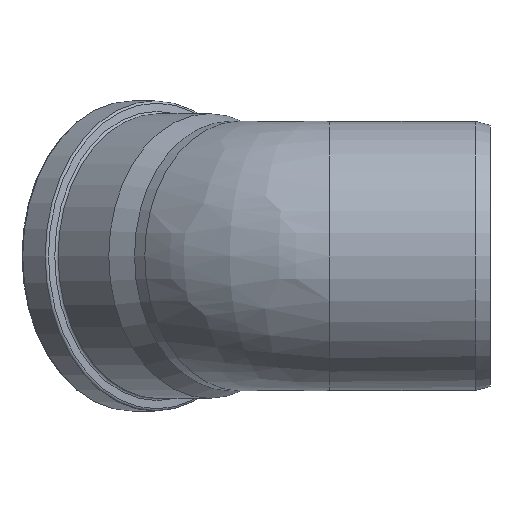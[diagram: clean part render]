
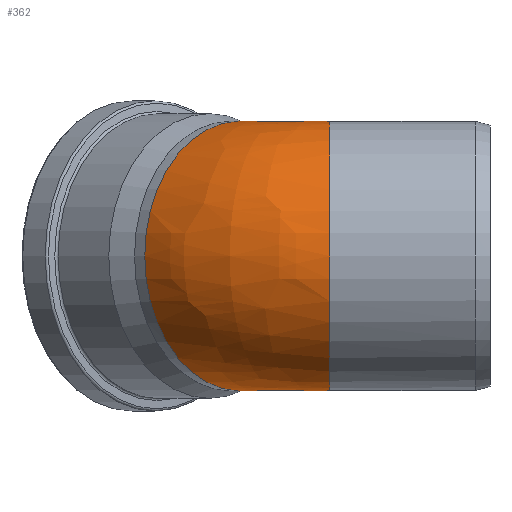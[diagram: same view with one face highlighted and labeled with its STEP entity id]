
A CAD part, left-side view. The second image highlights one B-rep face of the part: STEP entity #362.
In plain terms, the highlighted free-form (B-spline) face has degree [2, 2] with [9, 3] control points.
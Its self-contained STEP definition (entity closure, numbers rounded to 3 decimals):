
#77=CIRCLE('',#399,55.1);
#78=CIRCLE('',#400,55.1);
#110=(
BOUNDED_SURFACE()
B_SPLINE_SURFACE(2,2,((#638,#639,#640),(#641,#642,#643),(#644,#645,#646),
(#647,#648,#649),(#650,#651,#652),(#653,#654,#655),(#656,#657,#658),(#659,
#660,#661),(#662,#663,#664)),.UNSPECIFIED.,.F.,.F.,.F.)
B_SPLINE_SURFACE_WITH_KNOTS((3,2,2,2,3),(3,3),(-2.752,-1.376,
0.,1.376,2.752),(0.,0.785),
 .UNSPECIFIED.)
GEOMETRIC_REPRESENTATION_ITEM()
RATIONAL_B_SPLINE_SURFACE(((1.,0.924,1.),(0.772,
0.714,0.772),(1.,0.924,1.),(0.772,
0.714,0.772),(1.,0.924,1.),(0.772,
0.714,0.772),(1.,0.924,1.),(0.772,
0.714,0.772),(1.,0.924,1.)))
REPRESENTATION_ITEM('')
SURFACE()
);
#113=FACE_OUTER_BOUND('',#147,.T.);
#147=EDGE_LOOP('',(#290,#291,#292,#293));
#213=B_SPLINE_CURVE_WITH_KNOTS('',3,(#620,#621,#622,#623,#624,#625,#626),
 .UNSPECIFIED.,.F.,.F.,(4,3,4),(0.,0.036,
0.072),.UNSPECIFIED.);
#214=B_SPLINE_CURVE_WITH_KNOTS('',3,(#630,#631,#632,#633,#634,#635,#636),
 .UNSPECIFIED.,.F.,.F.,(4,3,4),(0.,0.036,
0.072),.UNSPECIFIED.);
#215=VERTEX_POINT('',#618);
#216=VERTEX_POINT('',#619);
#217=VERTEX_POINT('',#627);
#218=VERTEX_POINT('',#629);
#249=EDGE_CURVE('',#215,#216,#213,.T.);
#251=EDGE_CURVE('',#218,#217,#214,.T.);
#253=EDGE_CURVE('',#217,#215,#77,.T.);
#254=EDGE_CURVE('',#218,#216,#78,.T.);
#290=ORIENTED_EDGE('',*,*,#251,.T.);
#291=ORIENTED_EDGE('',*,*,#253,.T.);
#292=ORIENTED_EDGE('',*,*,#249,.T.);
#293=ORIENTED_EDGE('',*,*,#254,.F.);
#362=ADVANCED_FACE('',(#113),#110,.F.);
#399=AXIS2_PLACEMENT_3D('',#665,#469,#470);
#400=AXIS2_PLACEMENT_3D('',#666,#471,#472);
#469=DIRECTION('center_axis',(0.,1.,0.));
#470=DIRECTION('ref_axis',(1.,0.,0.));
#471=DIRECTION('center_axis',(0.707,0.707,0.));
#472=DIRECTION('ref_axis',(0.707,-0.707,0.));
#618=CARTESIAN_POINT('',(50.975,65.602,20.918));
#619=CARTESIAN_POINT('',(51.246,66.256,20.918));
#620=CARTESIAN_POINT('Ctrl Pts',(50.975,65.602,20.918));
#621=CARTESIAN_POINT('Ctrl Pts',(50.978,65.722,20.91));
#622=CARTESIAN_POINT('Ctrl Pts',(51.004,65.84,20.905));
#623=CARTESIAN_POINT('Ctrl Pts',(51.05,65.951,20.905));
#624=CARTESIAN_POINT('Ctrl Pts',(51.096,66.064,20.905));
#625=CARTESIAN_POINT('Ctrl Pts',(51.162,66.168,20.909));
#626=CARTESIAN_POINT('Ctrl Pts',(51.246,66.256,20.918));
#627=CARTESIAN_POINT('',(50.975,65.602,-20.918));
#629=CARTESIAN_POINT('',(51.246,66.256,-20.918));
#630=CARTESIAN_POINT('Ctrl Pts',(51.246,66.256,-20.918));
#631=CARTESIAN_POINT('Ctrl Pts',(51.164,66.169,-20.91));
#632=CARTESIAN_POINT('Ctrl Pts',(51.098,66.068,-20.905));
#633=CARTESIAN_POINT('Ctrl Pts',(51.052,65.957,-20.905));
#634=CARTESIAN_POINT('Ctrl Pts',(51.005,65.844,-20.905));
#635=CARTESIAN_POINT('Ctrl Pts',(50.978,65.724,-20.909));
#636=CARTESIAN_POINT('Ctrl Pts',(50.975,65.602,-20.918));
#638=CARTESIAN_POINT('Ctrl Pts',(50.98,65.602,20.905));
#639=CARTESIAN_POINT('Ctrl Pts',(50.98,65.983,20.905));
#640=CARTESIAN_POINT('Ctrl Pts',(51.25,66.253,20.905));
#641=CARTESIAN_POINT('Ctrl Pts',(33.793,65.602,62.819));
#642=CARTESIAN_POINT('Ctrl Pts',(33.793,73.102,62.819));
#643=CARTESIAN_POINT('Ctrl Pts',(39.096,78.406,62.819));
#644=CARTESIAN_POINT('Ctrl Pts',(-10.653,65.602,54.06));
#645=CARTESIAN_POINT('Ctrl Pts',(-10.653,91.513,54.06));
#646=CARTESIAN_POINT('Ctrl Pts',(7.668,109.834,54.06));
#647=CARTESIAN_POINT('Ctrl Pts',(-55.1,65.602,45.301));
#648=CARTESIAN_POINT('Ctrl Pts',(-55.1,109.923,45.301));
#649=CARTESIAN_POINT('Ctrl Pts',(-23.76,141.263,45.301));
#650=CARTESIAN_POINT('Ctrl Pts',(-55.1,65.602,0.));
#651=CARTESIAN_POINT('Ctrl Pts',(-55.1,109.923,0.));
#652=CARTESIAN_POINT('Ctrl Pts',(-23.76,141.263,0.));
#653=CARTESIAN_POINT('Ctrl Pts',(-55.1,65.602,-45.301));
#654=CARTESIAN_POINT('Ctrl Pts',(-55.1,109.923,-45.301));
#655=CARTESIAN_POINT('Ctrl Pts',(-23.76,141.263,-45.301));
#656=CARTESIAN_POINT('Ctrl Pts',(-10.653,65.602,-54.06));
#657=CARTESIAN_POINT('Ctrl Pts',(-10.653,91.513,-54.06));
#658=CARTESIAN_POINT('Ctrl Pts',(7.668,109.834,-54.06));
#659=CARTESIAN_POINT('Ctrl Pts',(33.793,65.602,-62.819));
#660=CARTESIAN_POINT('Ctrl Pts',(33.793,73.102,-62.819));
#661=CARTESIAN_POINT('Ctrl Pts',(39.096,78.406,-62.819));
#662=CARTESIAN_POINT('Ctrl Pts',(50.98,65.602,-20.905));
#663=CARTESIAN_POINT('Ctrl Pts',(50.98,65.983,-20.905));
#664=CARTESIAN_POINT('Ctrl Pts',(51.25,66.253,-20.905));
#665=CARTESIAN_POINT('Origin',(0.,65.602,0.));
#666=CARTESIAN_POINT('Origin',(15.201,102.301,0.));
